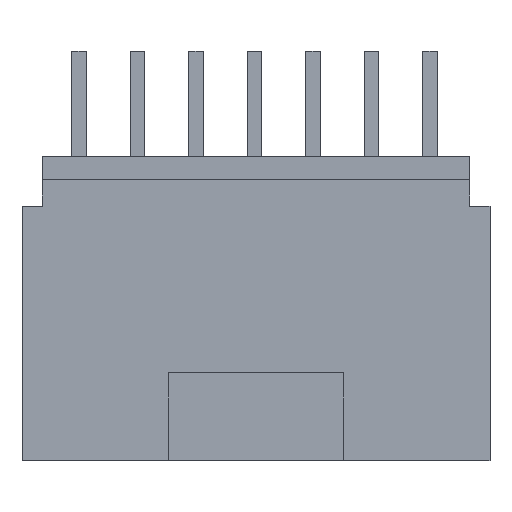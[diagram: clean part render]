
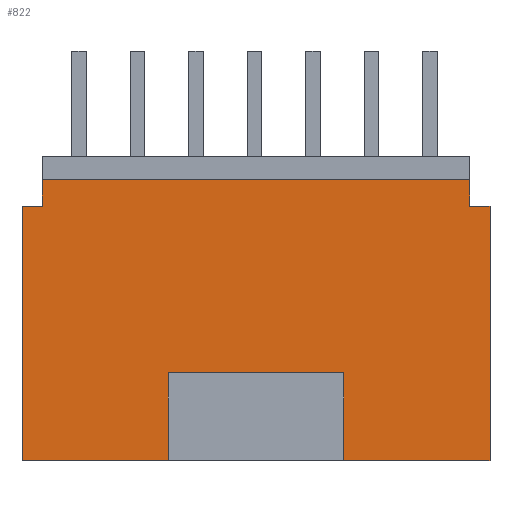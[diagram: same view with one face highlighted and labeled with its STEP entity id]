
A CAD part, top view. The second image highlights one B-rep face of the part: STEP entity #822.
In plain terms, the highlighted planar face has unit normal (0, 0, 1).
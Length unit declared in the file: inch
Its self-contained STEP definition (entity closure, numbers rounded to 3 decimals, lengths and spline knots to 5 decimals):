
#725=FACE_OUTER_BOUND('',#1049,.T.);
#822=ADVANCED_FACE('',(#725),#919,.F.);
#919=PLANE('',#2507);
#1049=EDGE_LOOP('',(#1261,#1262,#1263,#1264,#1265,#1266,#1267,#1268,#1269,
#1270,#1271,#1272));
#1261=ORIENTED_EDGE('',*,*,#1885,.F.);
#1262=ORIENTED_EDGE('',*,*,#1865,.T.);
#1263=ORIENTED_EDGE('',*,*,#1839,.F.);
#1264=ORIENTED_EDGE('',*,*,#1871,.F.);
#1265=ORIENTED_EDGE('',*,*,#1886,.F.);
#1266=ORIENTED_EDGE('',*,*,#1887,.F.);
#1267=ORIENTED_EDGE('',*,*,#1843,.F.);
#1268=ORIENTED_EDGE('',*,*,#1868,.F.);
#1269=ORIENTED_EDGE('',*,*,#1888,.F.);
#1270=ORIENTED_EDGE('',*,*,#1889,.F.);
#1271=ORIENTED_EDGE('',*,*,#1883,.T.);
#1272=ORIENTED_EDGE('',*,*,#1890,.F.);
#1679=VERTEX_POINT('',#3162);
#1680=VERTEX_POINT('',#3164);
#1683=VERTEX_POINT('',#3170);
#1684=VERTEX_POINT('',#3172);
#1701=VERTEX_POINT('',#3214);
#1702=VERTEX_POINT('',#3218);
#1704=VERTEX_POINT('',#3224);
#1710=VERTEX_POINT('',#3247);
#1711=VERTEX_POINT('',#3249);
#1712=VERTEX_POINT('',#3253);
#1713=VERTEX_POINT('',#3255);
#1714=VERTEX_POINT('',#3258);
#1839=EDGE_CURVE('',#1679,#1680,#2079,.T.);
#1843=EDGE_CURVE('',#1683,#1684,#2083,.T.);
#1865=EDGE_CURVE('',#1701,#1680,#2105,.T.);
#1868=EDGE_CURVE('',#1702,#1683,#2108,.T.);
#1871=EDGE_CURVE('',#1704,#1679,#2111,.T.);
#1883=EDGE_CURVE('',#1711,#1710,#2123,.T.);
#1885=EDGE_CURVE('',#1701,#1712,#2125,.T.);
#1886=EDGE_CURVE('',#1713,#1704,#2126,.T.);
#1887=EDGE_CURVE('',#1684,#1713,#2127,.T.);
#1888=EDGE_CURVE('',#1714,#1702,#2128,.T.);
#1889=EDGE_CURVE('',#1711,#1714,#2129,.T.);
#1890=EDGE_CURVE('',#1712,#1710,#2130,.T.);
#2079=LINE('',#3163,#2319);
#2083=LINE('',#3171,#2323);
#2105=LINE('',#3213,#2345);
#2108=LINE('',#3219,#2348);
#2111=LINE('',#3225,#2351);
#2123=LINE('',#3248,#2363);
#2125=LINE('',#3252,#2365);
#2126=LINE('',#3254,#2366);
#2127=LINE('',#3256,#2367);
#2128=LINE('',#3257,#2368);
#2129=LINE('',#3259,#2369);
#2130=LINE('',#3260,#2370);
#2319=VECTOR('',#2663,1.);
#2323=VECTOR('',#2667,1.);
#2345=VECTOR('',#2695,1.);
#2348=VECTOR('',#2700,1.);
#2351=VECTOR('',#2705,1.);
#2363=VECTOR('',#2727,1.);
#2365=VECTOR('',#2731,1.);
#2366=VECTOR('',#2732,1.);
#2367=VECTOR('',#2733,1.);
#2368=VECTOR('',#2734,1.);
#2369=VECTOR('',#2735,1.);
#2370=VECTOR('',#2736,1.);
#2507=AXIS2_PLACEMENT_3D('',#3261,#2737,#2738);
#2663=DIRECTION('',(-1.,0.,0.));
#2667=DIRECTION('',(-1.,0.,0.));
#2695=DIRECTION('',(0.,-1.,0.));
#2700=DIRECTION('',(0.,-1.,0.));
#2705=DIRECTION('',(0.,-1.,0.));
#2727=DIRECTION('',(-1.,0.,0.));
#2731=DIRECTION('',(1.,0.,0.));
#2732=DIRECTION('',(-1.,0.,0.));
#2733=DIRECTION('',(0.,1.,0.));
#2734=DIRECTION('',(1.,0.,0.));
#2735=DIRECTION('',(0.,-1.,0.));
#2736=DIRECTION('',(0.,1.,0.));
#2737=DIRECTION('',(0.,0.,-1.));
#2738=DIRECTION('',(0.,1.,0.));
#3162=CARTESIAN_POINT('',(0.25,0.,0.2));
#3163=CARTESIAN_POINT('',(0.25,0.,0.2));
#3164=CARTESIAN_POINT('',(0.,0.,0.2));
#3170=CARTESIAN_POINT('',(0.8,0.,0.2));
#3171=CARTESIAN_POINT('',(0.8,0.,0.2));
#3172=CARTESIAN_POINT('',(0.55,0.,0.2));
#3213=CARTESIAN_POINT('',(0.,0.48,0.2));
#3214=CARTESIAN_POINT('',(0.,0.435,0.2));
#3218=CARTESIAN_POINT('',(0.8,0.435,0.2));
#3219=CARTESIAN_POINT('',(0.8,5.,0.2));
#3224=CARTESIAN_POINT('',(0.25,0.15,0.2));
#3225=CARTESIAN_POINT('',(0.25,5.,0.2));
#3247=CARTESIAN_POINT('',(0.035,0.48,0.2));
#3248=CARTESIAN_POINT('',(10.,0.48,0.2));
#3249=CARTESIAN_POINT('',(0.765,0.48,0.2));
#3252=CARTESIAN_POINT('',(10.,0.435,0.2));
#3253=CARTESIAN_POINT('',(0.035,0.435,0.2));
#3254=CARTESIAN_POINT('',(10.,0.15,0.2));
#3255=CARTESIAN_POINT('',(0.55,0.15,0.2));
#3256=CARTESIAN_POINT('',(0.55,5.,0.2));
#3257=CARTESIAN_POINT('',(10.,0.435,0.2));
#3258=CARTESIAN_POINT('',(0.765,0.435,0.2));
#3259=CARTESIAN_POINT('',(0.765,0.48,0.2));
#3260=CARTESIAN_POINT('',(0.035,0.48,0.2));
#3261=CARTESIAN_POINT('',(10.,0.48,0.2));
